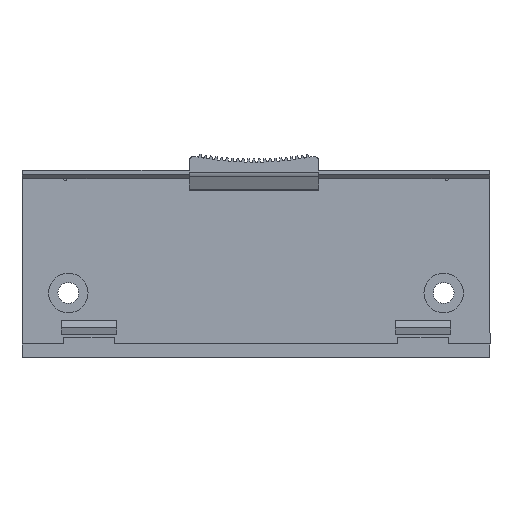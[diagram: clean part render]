
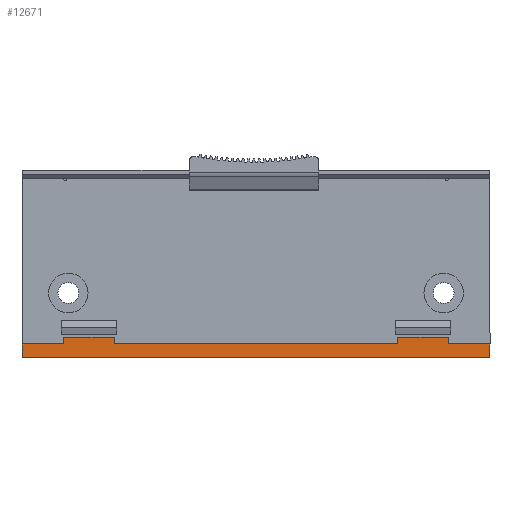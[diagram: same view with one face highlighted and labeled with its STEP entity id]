
A CAD part, front view. The second image highlights one B-rep face of the part: STEP entity #12671.
In plain terms, the highlighted planar face has unit normal (0, -1, 0).
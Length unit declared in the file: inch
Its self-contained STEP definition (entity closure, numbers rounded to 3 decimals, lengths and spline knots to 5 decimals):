
#34 = EDGE_CURVE ( 'NONE', #15183, #5173, #18167, .T. ) ;
#249 = DIRECTION ( 'NONE',  ( 1., 0., 0. ) ) ;
#265 = ORIENTED_EDGE ( 'NONE', *, *, #8302, .F. ) ;
#299 = CARTESIAN_POINT ( 'NONE',  ( 1.81793, -0.29218, -1.29843 ) ) ;
#577 = CARTESIAN_POINT ( 'NONE',  ( 1.001, -0.29218, -1.31811 ) ) ;
#727 = CARTESIAN_POINT ( 'NONE',  ( -2.11908, -0.29218, -1.31811 ) ) ;
#949 = DIRECTION ( 'NONE',  ( 0., 1., 0. ) ) ;
#958 = VERTEX_POINT ( 'NONE', #14911 ) ;
#970 = ORIENTED_EDGE ( 'NONE', *, *, #8199, .F. ) ;
#1491 = CARTESIAN_POINT ( 'NONE',  ( 1.81793, -0.29218, -1.31811 ) ) ;
#1717 = CIRCLE ( 'NONE', #6227, 0.01969 ) ;
#1726 = PLANE ( 'NONE',  #7723 ) ;
#2017 = LINE ( 'NONE', #15083, #21212 ) ;
#2023 = LINE ( 'NONE', #20061, #9045 ) ;
#2350 = LINE ( 'NONE', #22136, #20497 ) ;
#2628 = VERTEX_POINT ( 'NONE', #15700 ) ;
#2636 = EDGE_CURVE ( 'NONE', #19107, #2628, #10391, .T. ) ;
#3077 = VERTEX_POINT ( 'NONE', #11829 ) ;
#3256 = CARTESIAN_POINT ( 'NONE',  ( 1.001, -0.29218, -1.29843 ) ) ;
#3495 = CARTESIAN_POINT ( 'NONE',  ( -1.35333, -0.29218, -1.2 ) ) ;
#3698 = VERTEX_POINT ( 'NONE', #14375 ) ;
#3722 = DIRECTION ( 'NONE',  ( 0., 0., -1. ) ) ;
#4019 = CARTESIAN_POINT ( 'NONE',  ( 1.001, -0.29218, -1.14095 ) ) ;
#4904 = VECTOR ( 'NONE', #10275, 39.37008 ) ;
#5173 = VERTEX_POINT ( 'NONE', #13618 ) ;
#5286 = VERTEX_POINT ( 'NONE', #1491 ) ;
#5524 = ORIENTED_EDGE ( 'NONE', *, *, #22627, .F. ) ;
#5589 = LINE ( 'NONE', #12542, #10474 ) ;
#5678 = EDGE_LOOP ( 'NONE', ( #16674, #14482, #970, #7254, #16194, #10332, #18852, #17018, #12300, #17607, #265, #5524, #18416, #18126 ) ) ;
#5759 = LINE ( 'NONE', #577, #14726 ) ;
#6015 = DIRECTION ( 'NONE',  ( 1., 0., 0. ) ) ;
#6227 = AXIS2_PLACEMENT_3D ( 'NONE', #299, #14555, #3722 ) ;
#6320 = DIRECTION ( 'NONE',  ( 0., 0., 1. ) ) ;
#6895 = VECTOR ( 'NONE', #10970, 39.37008 ) ;
#7254 = ORIENTED_EDGE ( 'NONE', *, *, #10967, .F. ) ;
#7521 = LINE ( 'NONE', #7631, #16701 ) ;
#7631 = CARTESIAN_POINT ( 'NONE',  ( 1.48525, -0.29218, -1.29843 ) ) ;
#7723 = AXIS2_PLACEMENT_3D ( 'NONE', #3256, #12549, #8899 ) ;
#7729 = LINE ( 'NONE', #9153, #15869 ) ;
#7914 = EDGE_CURVE ( 'NONE', #2628, #17739, #16556, .T. ) ;
#7993 = CARTESIAN_POINT ( 'NONE',  ( -2.13876, -0.29218, -1.29843 ) ) ;
#8038 = CIRCLE ( 'NONE', #14432, 0.01969 ) ;
#8111 = EDGE_CURVE ( 'NONE', #5173, #13806, #22983, .T. ) ;
#8199 = EDGE_CURVE ( 'NONE', #8403, #11257, #2017, .T. ) ;
#8302 = EDGE_CURVE ( 'NONE', #10550, #19107, #8038, .T. ) ;
#8403 = VERTEX_POINT ( 'NONE', #14361 ) ;
#8568 = CARTESIAN_POINT ( 'NONE',  ( 1.48525, -0.29218, -1.14095 ) ) ;
#8592 = EDGE_CURVE ( 'NONE', #11257, #9873, #7521, .T. ) ;
#8848 = VECTOR ( 'NONE', #6320, 39.37008 ) ;
#8899 = DIRECTION ( 'NONE',  ( 1., 0., 0. ) ) ;
#9045 = VECTOR ( 'NONE', #6015, 39.37008 ) ;
#9153 = CARTESIAN_POINT ( 'NONE',  ( 1.001, -0.29218, -1.2 ) ) ;
#9314 = DIRECTION ( 'NONE',  ( 1., 0., 0. ) ) ;
#9494 = DIRECTION ( 'NONE',  ( 1., 0., 0. ) ) ;
#9643 = DIRECTION ( 'NONE',  ( 0., 0., 1. ) ) ;
#9853 = CARTESIAN_POINT ( 'NONE',  ( -1.7864, -0.29218, -1.29843 ) ) ;
#9873 = VERTEX_POINT ( 'NONE', #12342 ) ;
#10234 = DIRECTION ( 'NONE',  ( 0., 0., 1. ) ) ;
#10272 = VECTOR ( 'NONE', #16331, 39.37008 ) ;
#10275 = DIRECTION ( 'NONE',  ( 0., 0., 1. ) ) ;
#10332 = ORIENTED_EDGE ( 'NONE', *, *, #8111, .F. ) ;
#10391 = LINE ( 'NONE', #12049, #4904 ) ;
#10474 = VECTOR ( 'NONE', #10661, 39.37008 ) ;
#10550 = VERTEX_POINT ( 'NONE', #727 ) ;
#10661 = DIRECTION ( 'NONE',  ( 0., 0., 1. ) ) ;
#10911 = CARTESIAN_POINT ( 'NONE',  ( 1.001, -0.29218, -1.2 ) ) ;
#10967 = EDGE_CURVE ( 'NONE', #3698, #8403, #2350, .T. ) ;
#10970 = DIRECTION ( 'NONE',  ( 0., 0., -1. ) ) ;
#11257 = VERTEX_POINT ( 'NONE', #8568 ) ;
#11829 = CARTESIAN_POINT ( 'NONE',  ( 1.83761, -0.29218, -1.2 ) ) ;
#12049 = CARTESIAN_POINT ( 'NONE',  ( -2.13876, -0.29218, -0.49939 ) ) ;
#12300 = ORIENTED_EDGE ( 'NONE', *, *, #7914, .F. ) ;
#12342 = CARTESIAN_POINT ( 'NONE',  ( 1.48525, -0.29218, -1.2 ) ) ;
#12542 = CARTESIAN_POINT ( 'NONE',  ( 1.83761, -0.29218, -0.49939 ) ) ;
#12549 = DIRECTION ( 'NONE',  ( 0., 1., 0. ) ) ;
#12645 = EDGE_CURVE ( 'NONE', #17739, #15183, #22576, .T. ) ;
#12671 = ADVANCED_FACE ( 'NONE', ( #23274 ), #1726, .F. ) ;
#12820 = EDGE_CURVE ( 'NONE', #958, #5286, #1717, .T. ) ;
#12942 = DIRECTION ( 'NONE',  ( -1., 0., 0. ) ) ;
#13618 = CARTESIAN_POINT ( 'NONE',  ( -1.35333, -0.29218, -1.14095 ) ) ;
#13806 = VERTEX_POINT ( 'NONE', #3495 ) ;
#14270 = CARTESIAN_POINT ( 'NONE',  ( -1.35333, -0.29218, -1.29843 ) ) ;
#14361 = CARTESIAN_POINT ( 'NONE',  ( 1.05218, -0.29218, -1.14095 ) ) ;
#14375 = CARTESIAN_POINT ( 'NONE',  ( 1.05218, -0.29218, -1.2 ) ) ;
#14432 = AXIS2_PLACEMENT_3D ( 'NONE', #21085, #949, #10234 ) ;
#14482 = ORIENTED_EDGE ( 'NONE', *, *, #8592, .F. ) ;
#14555 = DIRECTION ( 'NONE',  ( 0., 1., 0. ) ) ;
#14726 = VECTOR ( 'NONE', #12942, 39.37008 ) ;
#14911 = CARTESIAN_POINT ( 'NONE',  ( 1.83761, -0.29218, -1.29843 ) ) ;
#15083 = CARTESIAN_POINT ( 'NONE',  ( 1.001, -0.29218, -1.14095 ) ) ;
#15183 = VERTEX_POINT ( 'NONE', #17035 ) ;
#15700 = CARTESIAN_POINT ( 'NONE',  ( -2.13876, -0.29218, -1.2 ) ) ;
#15869 = VECTOR ( 'NONE', #9494, 39.37008 ) ;
#16194 = ORIENTED_EDGE ( 'NONE', *, *, #21207, .F. ) ;
#16331 = DIRECTION ( 'NONE',  ( 1., 0., 0. ) ) ;
#16459 = CARTESIAN_POINT ( 'NONE',  ( -1.7864, -0.29218, -1.2 ) ) ;
#16556 = LINE ( 'NONE', #10911, #10272 ) ;
#16674 = ORIENTED_EDGE ( 'NONE', *, *, #23023, .F. ) ;
#16701 = VECTOR ( 'NONE', #19911, 39.37008 ) ;
#17018 = ORIENTED_EDGE ( 'NONE', *, *, #12645, .F. ) ;
#17035 = CARTESIAN_POINT ( 'NONE',  ( -1.7864, -0.29218, -1.14095 ) ) ;
#17607 = ORIENTED_EDGE ( 'NONE', *, *, #2636, .F. ) ;
#17739 = VERTEX_POINT ( 'NONE', #16459 ) ;
#18001 = EDGE_CURVE ( 'NONE', #958, #3077, #5589, .T. ) ;
#18126 = ORIENTED_EDGE ( 'NONE', *, *, #18001, .T. ) ;
#18167 = LINE ( 'NONE', #4019, #18223 ) ;
#18223 = VECTOR ( 'NONE', #9314, 39.37008 ) ;
#18416 = ORIENTED_EDGE ( 'NONE', *, *, #12820, .F. ) ;
#18852 = ORIENTED_EDGE ( 'NONE', *, *, #34, .F. ) ;
#19107 = VERTEX_POINT ( 'NONE', #7993 ) ;
#19911 = DIRECTION ( 'NONE',  ( 0., 0., -1. ) ) ;
#20061 = CARTESIAN_POINT ( 'NONE',  ( 1.001, -0.29218, -1.2 ) ) ;
#20497 = VECTOR ( 'NONE', #9643, 39.37008 ) ;
#21085 = CARTESIAN_POINT ( 'NONE',  ( -2.11908, -0.29218, -1.29843 ) ) ;
#21207 = EDGE_CURVE ( 'NONE', #13806, #3698, #2023, .T. ) ;
#21212 = VECTOR ( 'NONE', #249, 39.37008 ) ;
#22136 = CARTESIAN_POINT ( 'NONE',  ( 1.05218, -0.29218, -1.29843 ) ) ;
#22576 = LINE ( 'NONE', #9853, #8848 ) ;
#22627 = EDGE_CURVE ( 'NONE', #5286, #10550, #5759, .T. ) ;
#22983 = LINE ( 'NONE', #14270, #6895 ) ;
#23023 = EDGE_CURVE ( 'NONE', #9873, #3077, #7729, .T. ) ;
#23274 = FACE_OUTER_BOUND ( 'NONE', #5678, .T. ) ;
